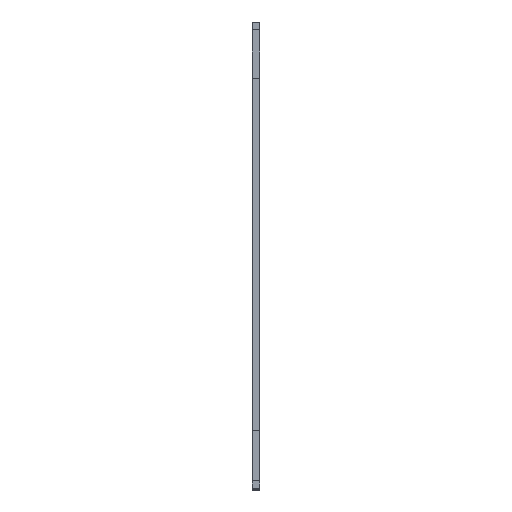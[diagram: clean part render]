
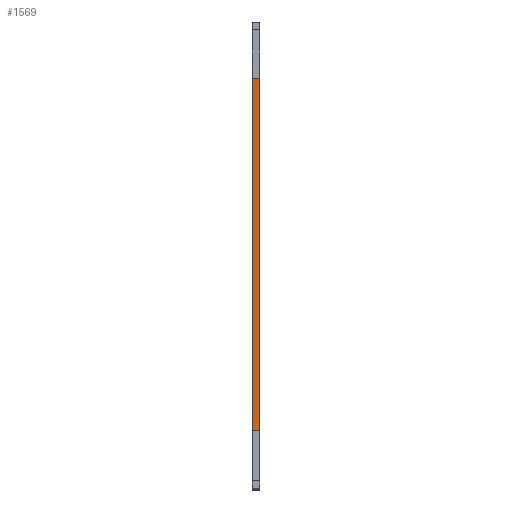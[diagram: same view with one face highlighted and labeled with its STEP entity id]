
A CAD part, top view. The second image highlights one B-rep face of the part: STEP entity #1569.
In plain terms, the highlighted planar face has unit normal (0, 0, 1).
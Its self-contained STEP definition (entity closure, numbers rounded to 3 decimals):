
#436=CARTESIAN_POINT('Vertex',(2.,102.6,259.)) ;
#439=CARTESIAN_POINT('Line Origine',(2.,57.7,259.)) ;
#443=CARTESIAN_POINT('Vertex',(2.,12.8,259.)) ;
#1246=CARTESIAN_POINT('Vertex',(0.,102.6,259.)) ;
#1249=CARTESIAN_POINT('Line Origine',(1.,102.6,259.)) ;
#1538=CARTESIAN_POINT('Vertex',(0.,12.8,259.)) ;
#1541=CARTESIAN_POINT('Line Origine',(1.,12.8,259.)) ;
#1553=CARTESIAN_POINT('Axis2P3D Location',(0.,0.,259.)) ;
#1558=CARTESIAN_POINT('Line Origine',(0.,57.7,259.)) ;
#441=VECTOR('Line Direction',#440,1.) ;
#1251=VECTOR('Line Direction',#1250,1.) ;
#1543=VECTOR('Line Direction',#1542,1.) ;
#1560=VECTOR('Line Direction',#1559,1.) ;
#440=DIRECTION('Vector Direction',(0.,1.,0.)) ;
#1250=DIRECTION('Vector Direction',(1.,0.,0.)) ;
#1542=DIRECTION('Vector Direction',(-1.,0.,0.)) ;
#1554=DIRECTION('Axis2P3D Direction',(0.,0.,1.)) ;
#1555=DIRECTION('Axis2P3D XDirection',(1.,0.,0.)) ;
#1559=DIRECTION('Vector Direction',(0.,-1.,0.)) ;
#1556=AXIS2_PLACEMENT_3D('Plane Axis2P3D',#1553,#1554,#1555) ;
#442=LINE('Line',#439,#441) ;
#1252=LINE('Line',#1249,#1251) ;
#1544=LINE('Line',#1541,#1543) ;
#1561=LINE('Line',#1558,#1560) ;
#1557=PLANE('',#1556) ;
#445=EDGE_CURVE('',#444,#437,#442,.T.) ;
#1253=EDGE_CURVE('',#437,#1247,#1252,.F.) ;
#1545=EDGE_CURVE('',#1539,#444,#1544,.F.) ;
#1562=EDGE_CURVE('',#1247,#1539,#1561,.T.) ;
#1564=ORIENTED_EDGE('',*,*,#1562,.T.) ;
#1565=ORIENTED_EDGE('',*,*,#1545,.T.) ;
#1566=ORIENTED_EDGE('',*,*,#445,.T.) ;
#1567=ORIENTED_EDGE('',*,*,#1253,.T.) ;
#1563=EDGE_LOOP('',(#1564,#1565,#1566,#1567)) ;
#437=VERTEX_POINT('',#436) ;
#444=VERTEX_POINT('',#443) ;
#1247=VERTEX_POINT('',#1246) ;
#1539=VERTEX_POINT('',#1538) ;
#1569=ADVANCED_FACE('Corps principal',(#1568),#1557,.T.) ;
#1568=FACE_OUTER_BOUND('',#1563,.T.) ;
